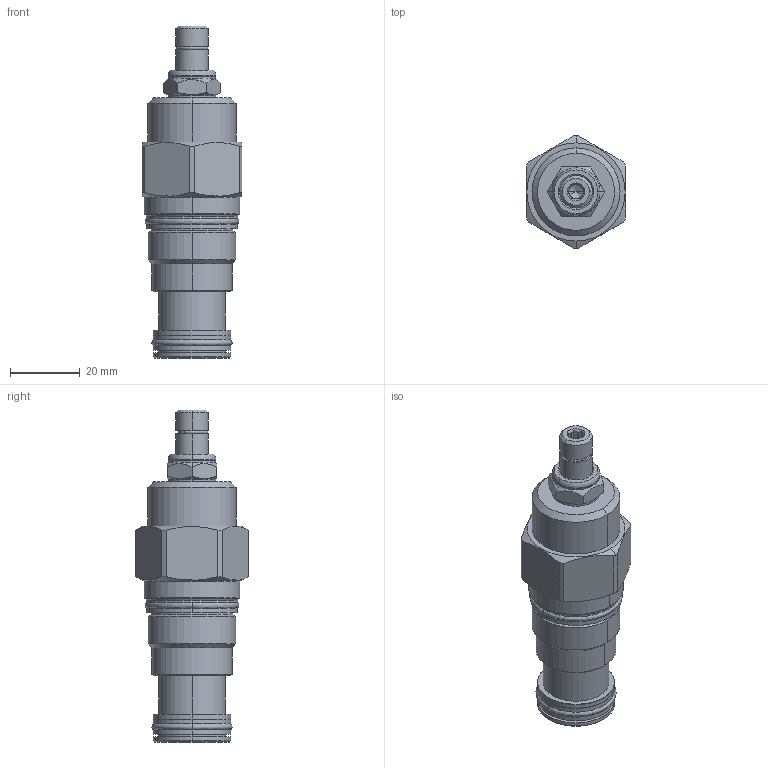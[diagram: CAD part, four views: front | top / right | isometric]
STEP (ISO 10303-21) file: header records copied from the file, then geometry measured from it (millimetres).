
FILE_DESCRIPTION((''),'2;1');
FILE_NAME('FXDA-LAN_PRT','2017-02-27T',('Administrator'),(''),'PRO/ENGINEER BY PARAMETRIC TECHNOLOGY CORPORATION, 2006240','PRO/ENGINEER BY PARAMETRIC TECHNOLOGY CORPORATION, 2006240','');
FILE_SCHEMA(('CONFIG_CONTROL_DESIGN'));
Length unit declared in the file: inch
Products named in the file (1): FXDA-LAN_PRT
Bounding box: 28.57 x 32.21 x 95.25 mm (x, y, z)
Volume: 38805.7 mm3; surface area: 9769 mm2
Topology: 3 solids, 4 shells, 171 faces, 386 edges, 233 vertices
Faces by surface type: cylinder 53, plane 51, cone 34, torus 25, revolution 8
Entity records: 5878 total; most frequent: CARTESIAN_POINT 1958, DIRECTION 866, ORIENTED_EDGE 768, EDGE_CURVE 384, AXIS2_PLACEMENT_3D 363, VERTEX_POINT 233, CIRCLE 200, EDGE_LOOP 189
